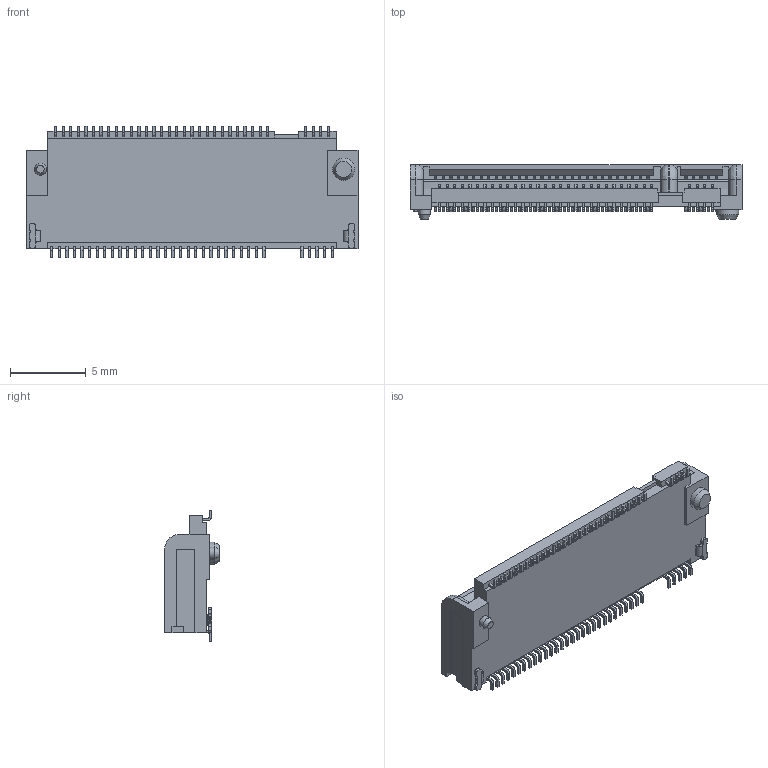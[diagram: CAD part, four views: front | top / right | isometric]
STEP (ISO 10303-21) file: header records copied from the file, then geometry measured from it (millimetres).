
FILE_DESCRIPTION(/* description */ (''),/* implementation_level */ '2;1');
FILE_NAME(/* name */ 'Bus_M.2_Socket_M.step',/* time_stamp */ '2025-11-15T06:15:21+02:00',/* author */ (''),/* organization */ (''),/* preprocessor_version */ 'ST-DEVELOPER v20.1',/* originating_system */ 'Autodesk Translation Framework v14.21.0.0',/* authorisation */ '');
FILE_SCHEMA (('AUTOMOTIVE_DESIGN { 1 0 10303 214 3 1 1 }'));
Length unit declared in the file: millimetre
Products named in the file (1): C-1-2199119-5
Bounding box: 21.9 x 3.62 x 8.7 mm (x, y, z)
Volume: 336.1 mm3; surface area: 690.5 mm2
Topology: 1 solids, 1 shells, 1511 faces, 4292 edges, 2855 vertices
Faces by surface type: plane 1002, cylinder 503, bspline 4, cone 2
Full cylindrical faces by diameter (mm): 0.8 x1, 1.45 x1
Entity records: 49878 total; most frequent: CARTESIAN_POINT 8967, ORIENTED_EDGE 8584, DIRECTION 8320, EDGE_CURVE 4292, LINE 3264, VECTOR 3264, VERTEX_POINT 2855, AXIS2_PLACEMENT_3D 2528
